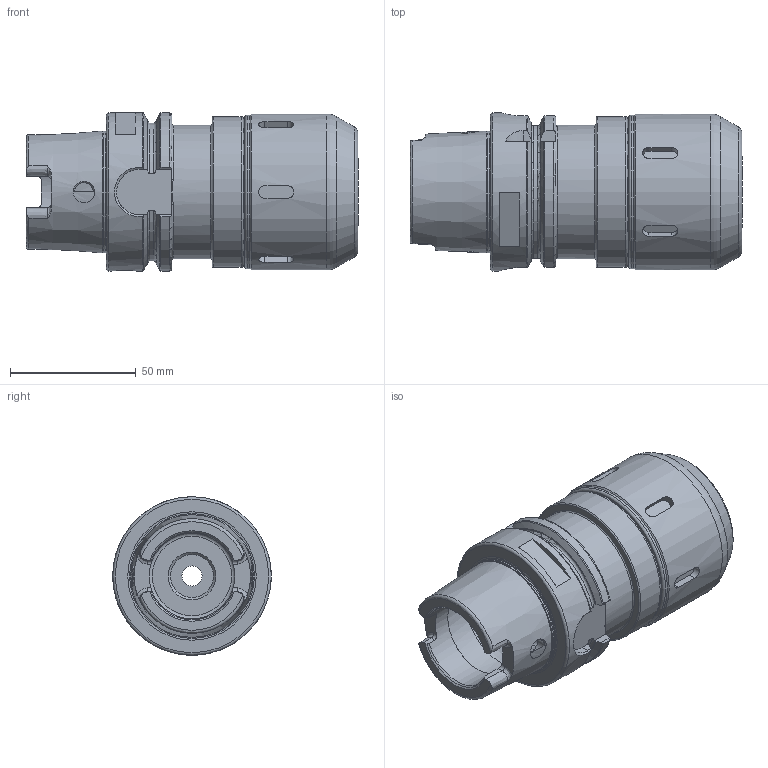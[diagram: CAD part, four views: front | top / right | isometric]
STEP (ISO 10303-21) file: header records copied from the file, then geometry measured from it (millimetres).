
FILE_DESCRIPTION(/* description */ (''),/* implementation_level */ '2;1');
FILE_NAME(/* name */ 'HSK063A-MC100-0394.stp',/* time_stamp */ '2019-07-10T12:01:17-05:00',/* author */ ('ldfli'),/* organization */ (''),/* preprocessor_version */ 'ST-DEVELOPER v18',/* originating_system */ 'Autodesk Inventor LT',/* authorisation */ '');
FILE_SCHEMA (('AUTOMOTIVE_DESIGN { 1 0 10303 214 3 1 1 }'));
Length unit declared in the file: millimetre
Products named in the file (1): HSK063A-MC100-0394
Bounding box: 132 x 63 x 63 mm (x, y, z)
Volume: 235055.8 mm3; surface area: 59277.8 mm2
Topology: 3 solids, 3 shells, 263 faces, 769 edges, 523 vertices
Faces by surface type: plane 91, cylinder 69, torus 58, cone 24, bspline 21
Full cylindrical faces by diameter (mm): 7.5 x2, 8 x1, 10 x1, 14 x1, 17 x1, 19 x1, 31 x1, 34 x2, 40 x1, 48 x2, 48.241 x1, 53 x1, 54 x2, 60 x1, 61 x1, 62 x1, 63 x1
Entity records: 11313 total; most frequent: CARTESIAN_POINT 4513, ORIENTED_EDGE 1534, DIRECTION 1323, EDGE_CURVE 767, AXIS2_PLACEMENT_3D 538, VERTEX_POINT 525, CIRCLE 292, EDGE_LOOP 286
